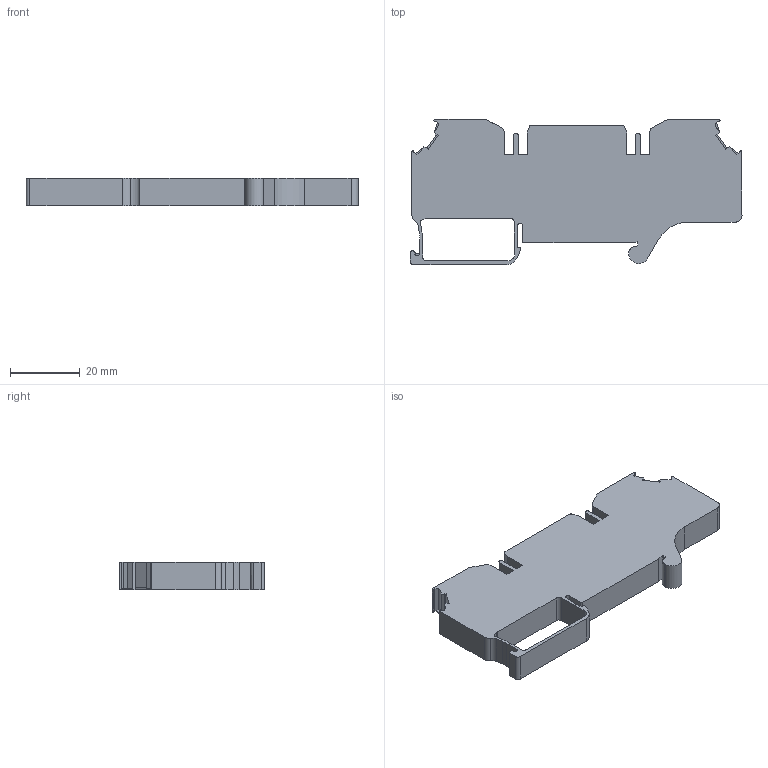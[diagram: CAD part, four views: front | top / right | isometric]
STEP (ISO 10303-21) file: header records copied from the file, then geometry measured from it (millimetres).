
FILE_DESCRIPTION (( 'STEP AP214' ), '1' );
FILE_NAME ('376190_WGO 5_Grey.STP', '2014-10-09T11:48:28', ( '' ), ( '' ), 'SwSTEP 2.0', 'SolidWorks 2014', '' );
FILE_SCHEMA (( 'AUTOMOTIVE_DESIGN' ));
Length unit declared in the file: millimetre
Products named in the file (1): 376190_WGO 5_Grey
Bounding box: 95.35 x 41.71 x 7.95 mm (x, y, z)
Volume: 22144.9 mm3; surface area: 9170.2 mm2
Topology: 1 solids, 1 shells, 205 faces, 592 edges, 394 vertices
Faces by surface type: plane 126, cylinder 79
Entity records: 6795 total; most frequent: CARTESIAN_POINT 1206, ORIENTED_EDGE 1184, DIRECTION 1159, EDGE_CURVE 592, LINE 433, VECTOR 433, VERTEX_POINT 394, AXIS2_PLACEMENT_3D 363
